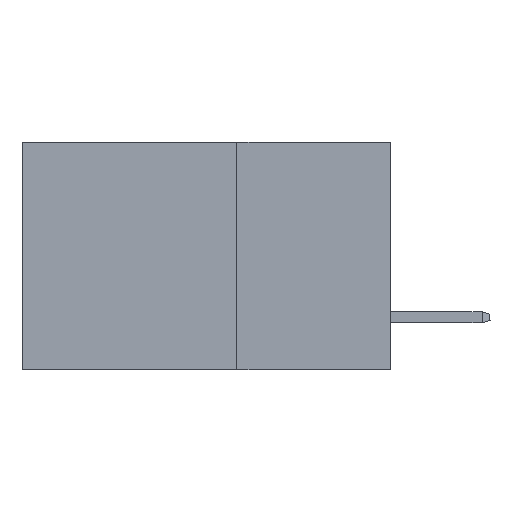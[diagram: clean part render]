
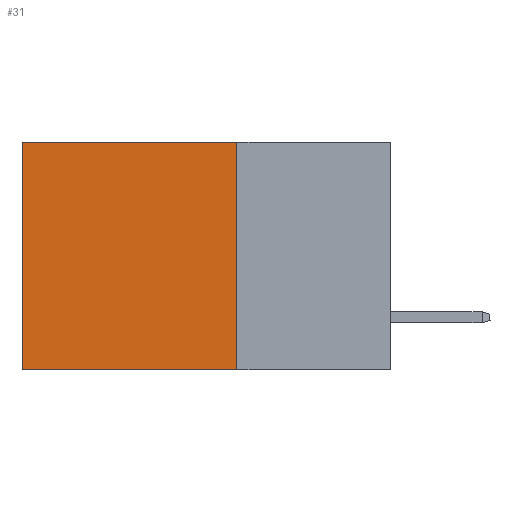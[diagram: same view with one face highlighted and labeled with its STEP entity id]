
A CAD part, left-side view. The second image highlights one B-rep face of the part: STEP entity #31.
In plain terms, the highlighted planar face has unit normal (-1, 0, 0).
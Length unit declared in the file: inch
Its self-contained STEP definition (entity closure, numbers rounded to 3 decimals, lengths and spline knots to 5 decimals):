
#31 = ADVANCED_FACE ( 'NONE', ( #12662 ), #23176, .F. ) ;
#102 = EDGE_CURVE ( 'NONE', #11962, #11107, #14651, .T. ) ;
#577 = DIRECTION ( 'NONE',  ( 0., 1., 0. ) ) ;
#711 = EDGE_CURVE ( 'NONE', #26498, #11107, #14540, .T. ) ;
#1349 = CARTESIAN_POINT ( 'NONE',  ( 0.2875, 0.25, 0. ) ) ;
#3283 = CARTESIAN_POINT ( 'NONE',  ( 0.2875, 0.25, 0. ) ) ;
#3519 = DIRECTION ( 'NONE',  ( 1., 0., 0. ) ) ;
#3640 = DIRECTION ( 'NONE',  ( 0., 0., -1. ) ) ;
#7087 = AXIS2_PLACEMENT_3D ( 'NONE', #36004, #3519, #3640 ) ;
#10057 = EDGE_CURVE ( 'NONE', #21554, #11962, #22061, .T. ) ;
#11107 = VERTEX_POINT ( 'NONE', #35283 ) ;
#11600 = CARTESIAN_POINT ( 'NONE',  ( 0.2875, 0.25, 0. ) ) ;
#11962 = VERTEX_POINT ( 'NONE', #15927 ) ;
#12143 = VECTOR ( 'NONE', #24311, 39.37008 ) ;
#12662 = FACE_OUTER_BOUND ( 'NONE', #26085, .T. ) ;
#14331 = EDGE_CURVE ( 'NONE', #21554, #26498, #20665, .T. ) ;
#14540 = LINE ( 'NONE', #15164, #19107 ) ;
#14651 = LINE ( 'NONE', #20714, #32515 ) ;
#15164 = CARTESIAN_POINT ( 'NONE',  ( 0.2875, 0.6, 0. ) ) ;
#15927 = CARTESIAN_POINT ( 'NONE',  ( 0.2875, 0.25, -0.37 ) ) ;
#19107 = VECTOR ( 'NONE', #28075, 39.37008 ) ;
#19770 = DIRECTION ( 'NONE',  ( 0., 0., -1. ) ) ;
#20665 = LINE ( 'NONE', #11600, #12143 ) ;
#20714 = CARTESIAN_POINT ( 'NONE',  ( 0.2875, 0.25, -0.37 ) ) ;
#21554 = VERTEX_POINT ( 'NONE', #1349 ) ;
#22061 = LINE ( 'NONE', #3283, #27108 ) ;
#23176 = PLANE ( 'NONE',  #7087 ) ;
#24311 = DIRECTION ( 'NONE',  ( 0., 1., 0. ) ) ;
#25157 = ORIENTED_EDGE ( 'NONE', *, *, #14331, .T. ) ;
#26085 = EDGE_LOOP ( 'NONE', ( #31430, #34298, #31763, #25157 ) ) ;
#26498 = VERTEX_POINT ( 'NONE', #41091 ) ;
#27108 = VECTOR ( 'NONE', #19770, 39.37008 ) ;
#28075 = DIRECTION ( 'NONE',  ( 0., 0., -1. ) ) ;
#31430 = ORIENTED_EDGE ( 'NONE', *, *, #711, .T. ) ;
#31763 = ORIENTED_EDGE ( 'NONE', *, *, #10057, .F. ) ;
#32515 = VECTOR ( 'NONE', #577, 39.37008 ) ;
#34298 = ORIENTED_EDGE ( 'NONE', *, *, #102, .F. ) ;
#35283 = CARTESIAN_POINT ( 'NONE',  ( 0.2875, 0.6, -0.37 ) ) ;
#36004 = CARTESIAN_POINT ( 'NONE',  ( 0.2875, 0.25, 0. ) ) ;
#41091 = CARTESIAN_POINT ( 'NONE',  ( 0.2875, 0.6, 0. ) ) ;
